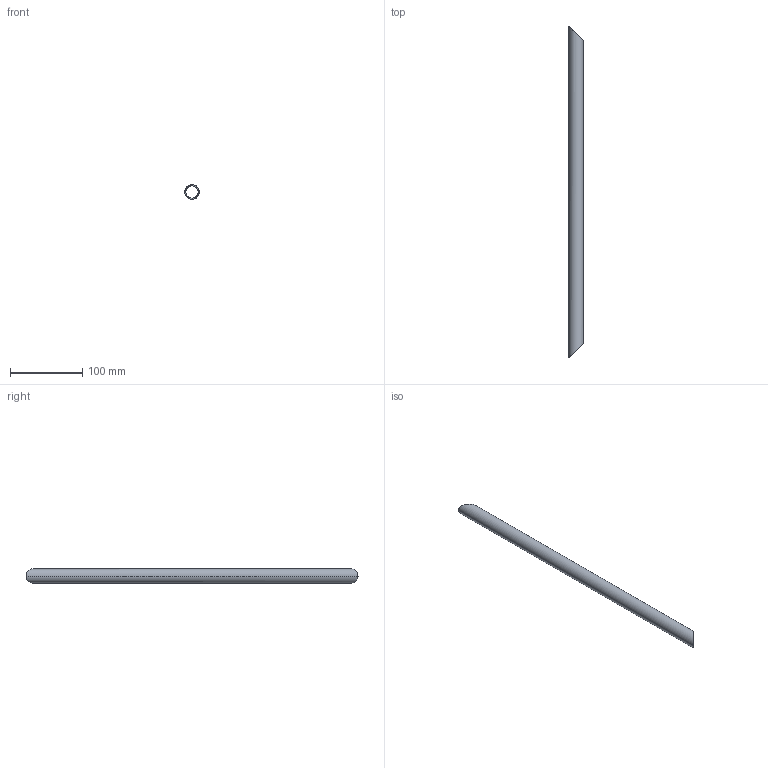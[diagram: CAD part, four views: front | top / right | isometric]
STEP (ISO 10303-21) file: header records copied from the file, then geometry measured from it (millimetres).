
FILE_DESCRIPTION(('STEP AP214'),'1');
FILE_NAME('120.stp','2018-12-06T12:36:29',(' '),(' '),'Spatial InterOp 3D',' ',' ');
FILE_SCHEMA(('automotive_design'));
Length unit declared in the file: metre
Products named in the file (1): Corps1
Bounding box: 20 x 460.01 x 20 mm (x, y, z)
Volume: 38359.7 mm3; surface area: 51393.1 mm2
Topology: 1 solids, 1 shells, 6 faces, 14 edges, 10 vertices
Faces by surface type: cylinder 4, plane 2
Entity records: 450 total; most frequent: CARTESIAN_POINT 250, ORIENTED_EDGE 28, DIRECTION 18, EDGE_CURVE 14, VERTEX_POINT 10, B_SPLINE_CURVE_WITH_KNOTS 10, EDGE_LOOP 8, STYLED_ITEM 7
